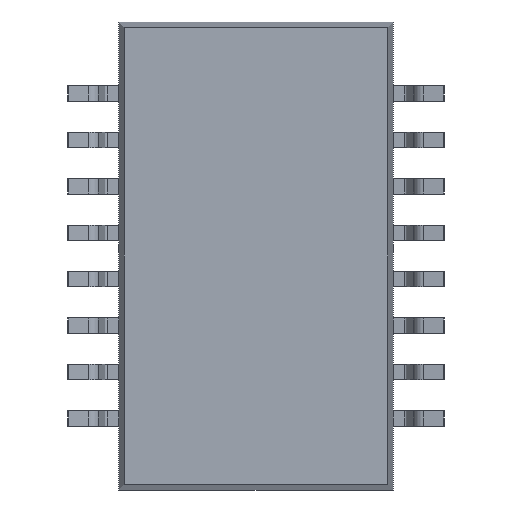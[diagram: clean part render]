
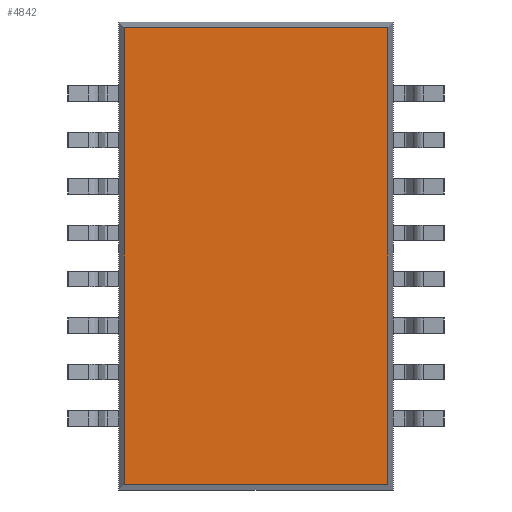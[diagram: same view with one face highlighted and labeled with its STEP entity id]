
A CAD part, front view. The second image highlights one B-rep face of the part: STEP entity #4842.
In plain terms, the highlighted planar face has unit normal (0, -1, 0).
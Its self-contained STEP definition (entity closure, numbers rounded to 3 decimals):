
#32 = LINE ( 'NONE', #1319, #6113 ) ;
#274 = DIRECTION ( 'NONE',  ( 0., 0., -1. ) ) ;
#413 = EDGE_CURVE ( 'NONE', #1940, #3158, #32, .T. ) ;
#629 = ORIENTED_EDGE ( 'NONE', *, *, #7151, .T. ) ;
#630 = CARTESIAN_POINT ( 'NONE',  ( -3.598, 0.2, 6.248 ) ) ;
#840 = DIRECTION ( 'NONE',  ( 1., 0., 0. ) ) ;
#1319 = CARTESIAN_POINT ( 'NONE',  ( 3.598, 0.2, -6.4 ) ) ;
#1425 = DIRECTION ( 'NONE',  ( -1., 0., 0. ) ) ;
#1885 = DIRECTION ( 'NONE',  ( 0., 0., 1. ) ) ;
#1940 = VERTEX_POINT ( 'NONE', #3217 ) ;
#2323 = AXIS2_PLACEMENT_3D ( 'NONE', #3236, #6742, #6273 ) ;
#2558 = VERTEX_POINT ( 'NONE', #4756 ) ;
#2642 = PLANE ( 'NONE',  #2323 ) ;
#3030 = VERTEX_POINT ( 'NONE', #630 ) ;
#3143 = FACE_OUTER_BOUND ( 'NONE', #4298, .T. ) ;
#3158 = VERTEX_POINT ( 'NONE', #4749 ) ;
#3217 = CARTESIAN_POINT ( 'NONE',  ( 3.598, 0.2, -6.248 ) ) ;
#3236 = CARTESIAN_POINT ( 'NONE',  ( 0., 0.2, 0. ) ) ;
#3267 = EDGE_CURVE ( 'NONE', #3030, #2558, #6916, .T. ) ;
#3510 = LINE ( 'NONE', #6047, #6975 ) ;
#3721 = CARTESIAN_POINT ( 'NONE',  ( -3.598, 0.2, 6.4 ) ) ;
#4006 = VECTOR ( 'NONE', #274, 1000. ) ;
#4298 = EDGE_LOOP ( 'NONE', ( #6310, #4441, #629, #5592 ) ) ;
#4343 = CARTESIAN_POINT ( 'NONE',  ( 3.75, 0.2, 6.248 ) ) ;
#4441 = ORIENTED_EDGE ( 'NONE', *, *, #3267, .T. ) ;
#4653 = EDGE_CURVE ( 'NONE', #3158, #3030, #6708, .T. ) ;
#4749 = CARTESIAN_POINT ( 'NONE',  ( 3.598, 0.2, 6.248 ) ) ;
#4756 = CARTESIAN_POINT ( 'NONE',  ( -3.598, 0.2, -6.248 ) ) ;
#4807 = VECTOR ( 'NONE', #1425, 1000. ) ;
#4842 = ADVANCED_FACE ( 'NONE', ( #3143 ), #2642, .T. ) ;
#5592 = ORIENTED_EDGE ( 'NONE', *, *, #413, .T. ) ;
#6047 = CARTESIAN_POINT ( 'NONE',  ( -3.75, 0.2, -6.248 ) ) ;
#6113 = VECTOR ( 'NONE', #1885, 1000. ) ;
#6273 = DIRECTION ( 'NONE',  ( 0., 0., -1. ) ) ;
#6310 = ORIENTED_EDGE ( 'NONE', *, *, #4653, .T. ) ;
#6708 = LINE ( 'NONE', #4343, #4807 ) ;
#6742 = DIRECTION ( 'NONE',  ( 0., -1., 0. ) ) ;
#6916 = LINE ( 'NONE', #3721, #4006 ) ;
#6975 = VECTOR ( 'NONE', #840, 1000. ) ;
#7151 = EDGE_CURVE ( 'NONE', #2558, #1940, #3510, .T. ) ;
